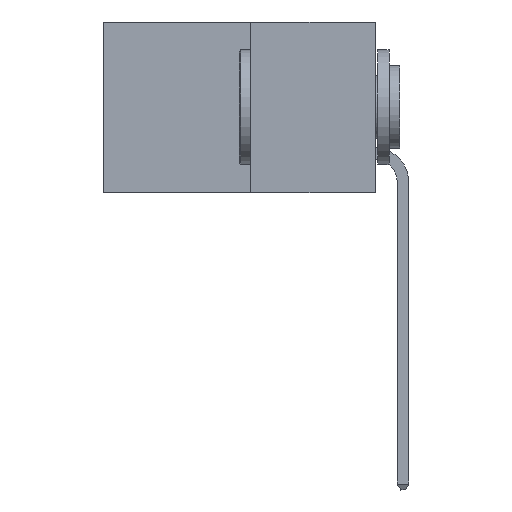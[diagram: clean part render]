
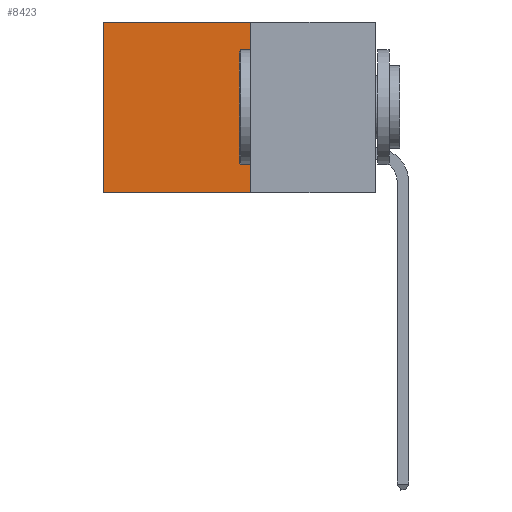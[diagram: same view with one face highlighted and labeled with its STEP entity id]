
A CAD part, left-side view. The second image highlights one B-rep face of the part: STEP entity #8423.
In plain terms, the highlighted planar face has unit normal (-1, 0, 0).
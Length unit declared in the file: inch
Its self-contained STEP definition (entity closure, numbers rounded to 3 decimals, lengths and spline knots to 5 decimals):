
#99 = EDGE_CURVE ( 'NONE', #4353, #3495, #9528, .T. ) ;
#183 = EDGE_LOOP ( 'NONE', ( #11071, #3131, #13278, #2796 ) ) ;
#433 = EDGE_CURVE ( 'NONE', #10798, #9069, #1892, .T. ) ;
#919 = PLANE ( 'NONE',  #1958 ) ;
#1813 = LINE ( 'NONE', #14453, #14448 ) ;
#1892 = LINE ( 'NONE', #9965, #8101 ) ;
#1958 = AXIS2_PLACEMENT_3D ( 'NONE', #7329, #9587, #2358 ) ;
#2269 = EDGE_CURVE ( 'NONE', #3495, #9069, #13904, .T. ) ;
#2358 = DIRECTION ( 'NONE',  ( 0., 0., -1. ) ) ;
#2796 = ORIENTED_EDGE ( 'NONE', *, *, #99, .T. ) ;
#2955 = DIRECTION ( 'NONE',  ( 0., 1., 0. ) ) ;
#3131 = ORIENTED_EDGE ( 'NONE', *, *, #433, .F. ) ;
#3495 = VERTEX_POINT ( 'NONE', #13803 ) ;
#4353 = VERTEX_POINT ( 'NONE', #5675 ) ;
#5675 = CARTESIAN_POINT ( 'NONE',  ( 0.277, 0.27, 0. ) ) ;
#6767 = DIRECTION ( 'NONE',  ( 0., 0., -1. ) ) ;
#6775 = CARTESIAN_POINT ( 'NONE',  ( 0.277, 0.59, -0.37 ) ) ;
#7329 = CARTESIAN_POINT ( 'NONE',  ( 0.277, 0.27, -0.37 ) ) ;
#7675 = DIRECTION ( 'NONE',  ( 0., 0., -1. ) ) ;
#8101 = VECTOR ( 'NONE', #10162, 39.37008 ) ;
#8215 = CARTESIAN_POINT ( 'NONE',  ( 0.277, 0.59, -0.37 ) ) ;
#8423 = ADVANCED_FACE ( 'NONE', ( #11357 ), #919, .F. ) ;
#9069 = VERTEX_POINT ( 'NONE', #8215 ) ;
#9370 = CARTESIAN_POINT ( 'NONE',  ( 0.277, 0.27, 0. ) ) ;
#9528 = LINE ( 'NONE', #9370, #15146 ) ;
#9587 = DIRECTION ( 'NONE',  ( 1., 0., 0. ) ) ;
#9965 = CARTESIAN_POINT ( 'NONE',  ( 0.277, 0.27, -0.37 ) ) ;
#10162 = DIRECTION ( 'NONE',  ( 0., 1., 0. ) ) ;
#10798 = VERTEX_POINT ( 'NONE', #15377 ) ;
#10845 = VECTOR ( 'NONE', #6767, 39.37008 ) ;
#11071 = ORIENTED_EDGE ( 'NONE', *, *, #2269, .T. ) ;
#11357 = FACE_OUTER_BOUND ( 'NONE', #183, .T. ) ;
#11699 = EDGE_CURVE ( 'NONE', #4353, #10798, #1813, .T. ) ;
#13278 = ORIENTED_EDGE ( 'NONE', *, *, #11699, .F. ) ;
#13803 = CARTESIAN_POINT ( 'NONE',  ( 0.277, 0.59, 0. ) ) ;
#13904 = LINE ( 'NONE', #6775, #10845 ) ;
#14448 = VECTOR ( 'NONE', #7675, 39.37008 ) ;
#14453 = CARTESIAN_POINT ( 'NONE',  ( 0.277, 0.27, -0.37 ) ) ;
#15146 = VECTOR ( 'NONE', #2955, 39.37008 ) ;
#15377 = CARTESIAN_POINT ( 'NONE',  ( 0.277, 0.27, -0.37 ) ) ;
